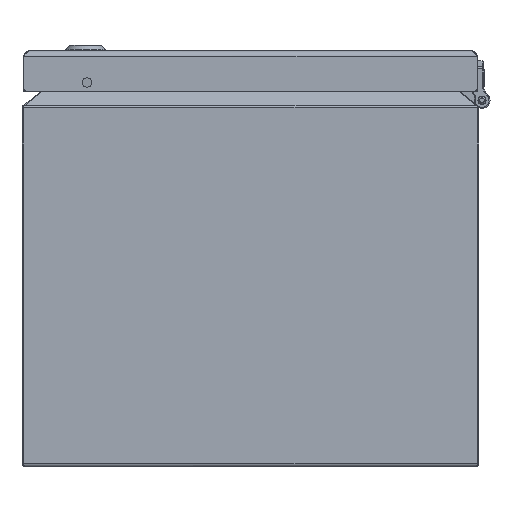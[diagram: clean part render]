
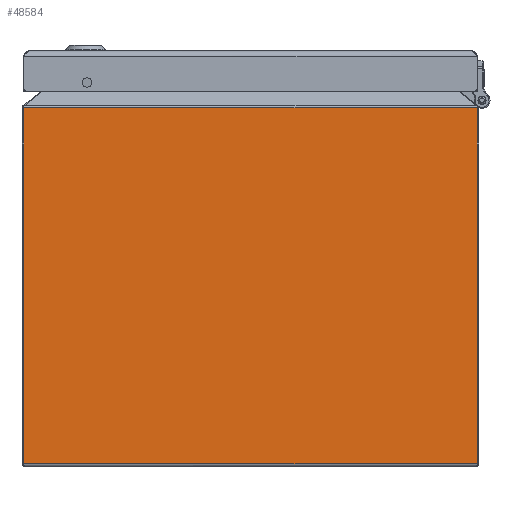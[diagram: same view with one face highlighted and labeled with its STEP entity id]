
A CAD part, left-side view. The second image highlights one B-rep face of the part: STEP entity #48584.
In plain terms, the highlighted planar face has unit normal (-1, 0, 0).
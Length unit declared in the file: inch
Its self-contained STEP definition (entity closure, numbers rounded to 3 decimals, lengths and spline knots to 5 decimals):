
#1449 = CARTESIAN_POINT ( 'NONE',  ( -11.85, -0.12008, -1.1236 ) ) ;
#1766 = CARTESIAN_POINT ( 'NONE',  ( -11.85, -0.12008, -1.1236 ) ) ;
#2351 = AXIS2_PLACEMENT_3D ( 'NONE', #39100, #44160, #26475 ) ;
#7997 = DIRECTION ( 'NONE',  ( 0., 1., 0. ) ) ;
#8128 = CARTESIAN_POINT ( 'NONE',  ( -11.85, 8.81992, -1.1236 ) ) ;
#13802 = EDGE_LOOP ( 'NONE', ( #47623, #47532, #39780, #36314 ) ) ;
#16444 = CARTESIAN_POINT ( 'NONE',  ( -11.85, -0.12008, -8.13506 ) ) ;
#18500 = CARTESIAN_POINT ( 'NONE',  ( -11.85, -0.12008, -8.13506 ) ) ;
#18589 = FACE_OUTER_BOUND ( 'NONE', #13802, .T. ) ;
#20210 = VERTEX_POINT ( 'NONE', #18500 ) ;
#23378 = VERTEX_POINT ( 'NONE', #47398 ) ;
#24617 = LINE ( 'NONE', #25184, #27357 ) ;
#25184 = CARTESIAN_POINT ( 'NONE',  ( -11.85, -0.12008, -1.10002 ) ) ;
#26083 = LINE ( 'NONE', #47982, #54260 ) ;
#26211 = EDGE_CURVE ( 'NONE', #20210, #23378, #50466, .T. ) ;
#26475 = DIRECTION ( 'NONE',  ( 0., 1., 0. ) ) ;
#27357 = VECTOR ( 'NONE', #28834, 39.37008 ) ;
#28834 = DIRECTION ( 'NONE',  ( 0., 0., -1. ) ) ;
#30447 = VERTEX_POINT ( 'NONE', #1449 ) ;
#30681 = PLANE ( 'NONE',  #2351 ) ;
#30999 = VERTEX_POINT ( 'NONE', #8128 ) ;
#31177 = VECTOR ( 'NONE', #32186, 39.37008 ) ;
#32186 = DIRECTION ( 'NONE',  ( 0., -1., 0. ) ) ;
#36314 = ORIENTED_EDGE ( 'NONE', *, *, #43441, .F. ) ;
#39100 = CARTESIAN_POINT ( 'NONE',  ( -11.85, -0.12008, -1.10002 ) ) ;
#39780 = ORIENTED_EDGE ( 'NONE', *, *, #49008, .F. ) ;
#40333 = LINE ( 'NONE', #1766, #31177 ) ;
#43441 = EDGE_CURVE ( 'NONE', #23378, #30999, #26083, .T. ) ;
#43483 = DIRECTION ( 'NONE',  ( 0., 0., 1. ) ) ;
#43985 = VECTOR ( 'NONE', #7997, 39.37008 ) ;
#44160 = DIRECTION ( 'NONE',  ( 1., 0., 0. ) ) ;
#44658 = EDGE_CURVE ( 'NONE', #30447, #20210, #24617, .T. ) ;
#47398 = CARTESIAN_POINT ( 'NONE',  ( -11.85, 8.81992, -8.13506 ) ) ;
#47532 = ORIENTED_EDGE ( 'NONE', *, *, #44658, .F. ) ;
#47623 = ORIENTED_EDGE ( 'NONE', *, *, #26211, .F. ) ;
#47982 = CARTESIAN_POINT ( 'NONE',  ( -11.85, 8.81992, -1.10002 ) ) ;
#48584 = ADVANCED_FACE ( 'NONE', ( #18589 ), #30681, .F. ) ;
#49008 = EDGE_CURVE ( 'NONE', #30999, #30447, #40333, .T. ) ;
#50466 = LINE ( 'NONE', #16444, #43985 ) ;
#54260 = VECTOR ( 'NONE', #43483, 39.37008 ) ;
